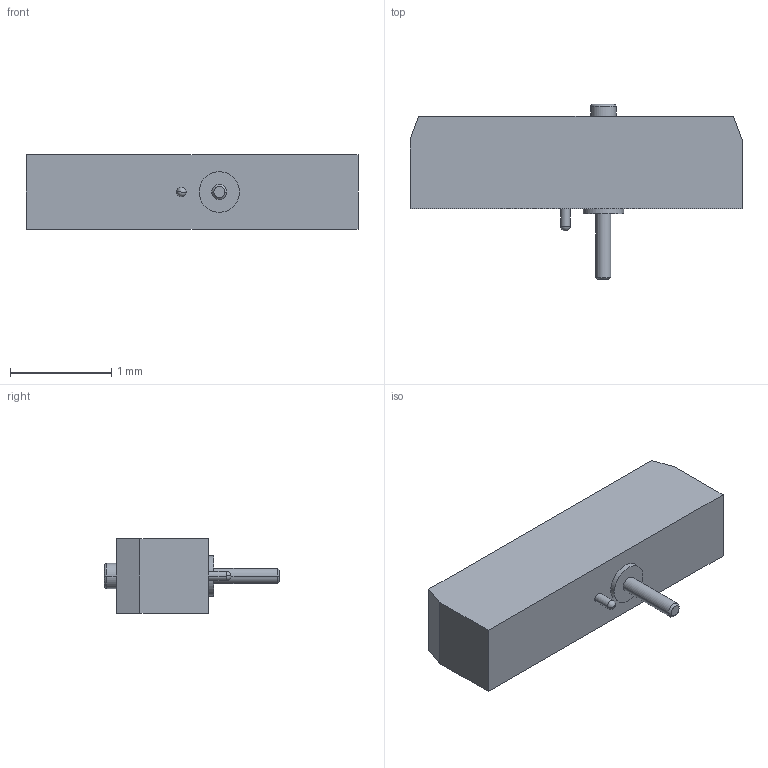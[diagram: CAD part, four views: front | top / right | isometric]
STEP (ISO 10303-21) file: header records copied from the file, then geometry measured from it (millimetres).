
FILE_DESCRIPTION((''),'2;1');
FILE_NAME('1800_SERIES','2012-08-24T',('ryans'),('Bourns, Inc.'),'PRO/ENGINEER BY PARAMETRIC TECHNOLOGY CORPORATION, 2010100','PRO/ENGINEER BY PARAMETRIC TECHNOLOGY CORPORATION, 2010100','');
FILE_SCHEMA(('CONFIG_CONTROL_DESIGN'));
Length unit declared in the file: millimetre
Products named in the file (1): 1800_SERIES
Bounding box: 3.28 x 1.73 x 0.74 mm (x, y, z)
Volume: 2.2 mm3; surface area: 12.6 mm2
Topology: 1 solids, 1 shells, 25 faces, 54 edges, 33 vertices
Faces by surface type: plane 11, cylinder 8, cone 2, sphere 2, torus 2
Entity records: 708 total; most frequent: DIRECTION 126, CARTESIAN_POINT 110, ORIENTED_EDGE 104, EDGE_CURVE 52, AXIS2_PLACEMENT_3D 49, VERTEX_POINT 33, EDGE_LOOP 29, VECTOR 28
